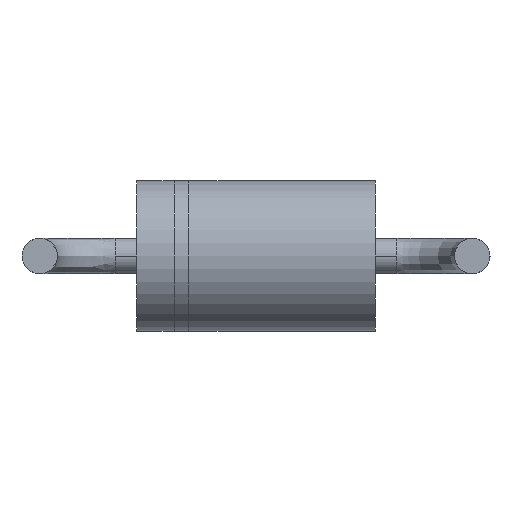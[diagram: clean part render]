
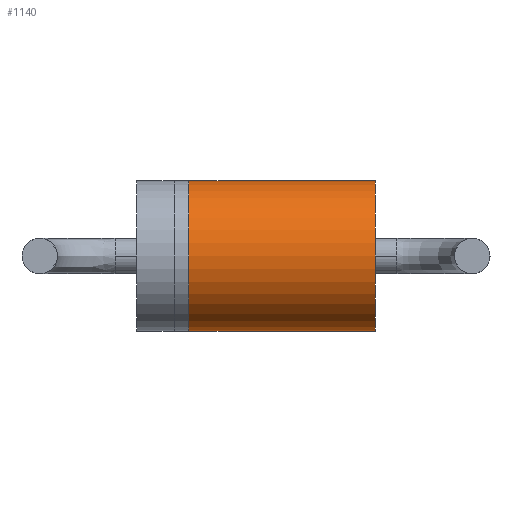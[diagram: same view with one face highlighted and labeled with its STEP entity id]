
A CAD part, front view. The second image highlights one B-rep face of the part: STEP entity #1140.
In plain terms, the highlighted cylindrical face has radius 2.654 mm (diameter 5.309 mm), a partial arc.
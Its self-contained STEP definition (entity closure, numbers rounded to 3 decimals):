
#11 = EDGE_CURVE ( 'NONE', #892, #316, #1411, .T. ) ;
#74 = DIRECTION ( 'NONE',  ( -1., 0., 0. ) ) ;
#158 = CARTESIAN_POINT ( 'NONE',  ( -4.197, 2.654, -2.654 ) ) ;
#175 = AXIS2_PLACEMENT_3D ( 'NONE', #325, #473, #1642 ) ;
#199 = EDGE_LOOP ( 'NONE', ( #452, #736, #880, #1564 ) ) ;
#264 = VECTOR ( 'NONE', #1751, 1000. ) ;
#316 = VERTEX_POINT ( 'NONE', #1847 ) ;
#325 = CARTESIAN_POINT ( 'NONE',  ( 4.197, 2.654, 0. ) ) ;
#388 = CIRCLE ( 'NONE', #175, 2.654 ) ;
#393 = AXIS2_PLACEMENT_3D ( 'NONE', #939, #74, #661 ) ;
#421 = EDGE_CURVE ( 'NONE', #572, #1406, #610, .T. ) ;
#452 = ORIENTED_EDGE ( 'NONE', *, *, #11, .F. ) ;
#458 = CARTESIAN_POINT ( 'NONE',  ( -2.361, 2.654, 2.654 ) ) ;
#473 = DIRECTION ( 'NONE',  ( -1., 0., 0. ) ) ;
#572 = VERTEX_POINT ( 'NONE', #1577 ) ;
#610 = LINE ( 'NONE', #1180, #264 ) ;
#661 = DIRECTION ( 'NONE',  ( 0., 0., 1. ) ) ;
#729 = EDGE_CURVE ( 'NONE', #892, #572, #388, .T. ) ;
#736 = ORIENTED_EDGE ( 'NONE', *, *, #729, .T. ) ;
#754 = DIRECTION ( 'NONE',  ( -1., 0., 0. ) ) ;
#853 = DIRECTION ( 'NONE',  ( 0., 0., 1. ) ) ;
#880 = ORIENTED_EDGE ( 'NONE', *, *, #421, .T. ) ;
#892 = VERTEX_POINT ( 'NONE', #1766 ) ;
#939 = CARTESIAN_POINT ( 'NONE',  ( -2.361, 2.654, 0. ) ) ;
#979 = VECTOR ( 'NONE', #754, 1000. ) ;
#988 = FACE_OUTER_BOUND ( 'NONE', #199, .T. ) ;
#1134 = DIRECTION ( 'NONE',  ( -1., 0., 0. ) ) ;
#1140 = ADVANCED_FACE ( 'NONE', ( #988 ), #1548, .T. ) ;
#1180 = CARTESIAN_POINT ( 'NONE',  ( -4.197, 2.654, 2.654 ) ) ;
#1301 = CARTESIAN_POINT ( 'NONE',  ( -4.197, 2.654, 0. ) ) ;
#1406 = VERTEX_POINT ( 'NONE', #458 ) ;
#1411 = LINE ( 'NONE', #158, #979 ) ;
#1511 = AXIS2_PLACEMENT_3D ( 'NONE', #1301, #1134, #853 ) ;
#1548 = CYLINDRICAL_SURFACE ( 'NONE', #1511, 2.654 ) ;
#1555 = EDGE_CURVE ( 'NONE', #316, #1406, #1836, .T. ) ;
#1564 = ORIENTED_EDGE ( 'NONE', *, *, #1555, .F. ) ;
#1577 = CARTESIAN_POINT ( 'NONE',  ( 4.197, 2.654, 2.654 ) ) ;
#1642 = DIRECTION ( 'NONE',  ( 0., 0., 1. ) ) ;
#1751 = DIRECTION ( 'NONE',  ( -1., 0., 0. ) ) ;
#1766 = CARTESIAN_POINT ( 'NONE',  ( 4.197, 2.654, -2.654 ) ) ;
#1836 = CIRCLE ( 'NONE', #393, 2.654 ) ;
#1847 = CARTESIAN_POINT ( 'NONE',  ( -2.361, 2.654, -2.654 ) ) ;
